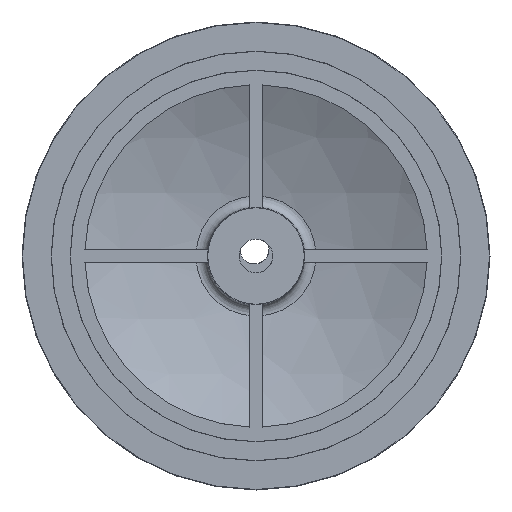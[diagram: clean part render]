
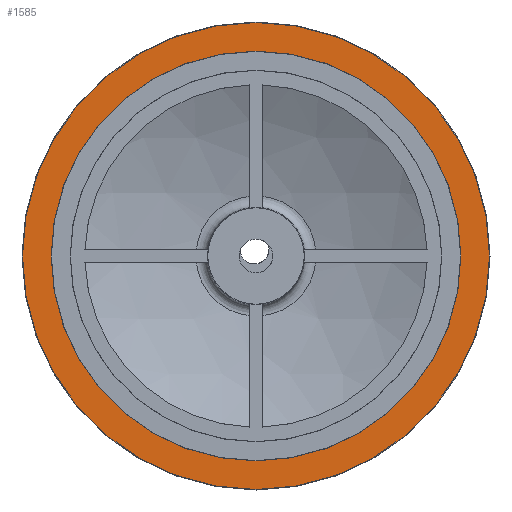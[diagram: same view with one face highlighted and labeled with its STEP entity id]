
A CAD part, front view. The second image highlights one B-rep face of the part: STEP entity #1585.
In plain terms, the highlighted planar face has unit normal (0, -1, 0).
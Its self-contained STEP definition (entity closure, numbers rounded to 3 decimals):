
#145 = CARTESIAN_POINT ( 'NONE',  ( 0., 0., 0. ) ) ;
#255 = EDGE_LOOP ( 'NONE', ( #4099, #2314 ) ) ;
#427 = FACE_OUTER_BOUND ( 'NONE', #255, .T. ) ;
#467 = DIRECTION ( 'NONE',  ( 0., 0., -1. ) ) ;
#545 = EDGE_CURVE ( 'NONE', #1632, #1002, #1247, .T. ) ;
#561 = CARTESIAN_POINT ( 'NONE',  ( 0., 0., -48.444 ) ) ;
#685 = CIRCLE ( 'NONE', #3577, 42.5 ) ;
#722 = CIRCLE ( 'NONE', #3396, 48.444 ) ;
#894 = CARTESIAN_POINT ( 'NONE',  ( 0., 0., 0. ) ) ;
#928 = AXIS2_PLACEMENT_3D ( 'NONE', #1424, #3707, #1747 ) ;
#1002 = VERTEX_POINT ( 'NONE', #2984 ) ;
#1109 = PLANE ( 'NONE',  #928 ) ;
#1218 = DIRECTION ( 'NONE',  ( 0., 0., -1. ) ) ;
#1247 = CIRCLE ( 'NONE', #1461, 42.5 ) ;
#1402 = CARTESIAN_POINT ( 'NONE',  ( 0., 0., 0. ) ) ;
#1424 = CARTESIAN_POINT ( 'NONE',  ( 48.75, 0., 0. ) ) ;
#1461 = AXIS2_PLACEMENT_3D ( 'NONE', #1402, #3682, #1723 ) ;
#1581 = AXIS2_PLACEMENT_3D ( 'NONE', #894, #3169, #1218 ) ;
#1585 = ADVANCED_FACE ( 'NONE', ( #427, #3908 ), #1109, .T. ) ;
#1632 = VERTEX_POINT ( 'NONE', #3073 ) ;
#1723 = DIRECTION ( 'NONE',  ( 0., 0., -1. ) ) ;
#1747 = DIRECTION ( 'NONE',  ( 0., 0., -1. ) ) ;
#2129 = EDGE_CURVE ( 'NONE', #2920, #3958, #722, .T. ) ;
#2235 = EDGE_CURVE ( 'NONE', #3958, #2920, #3904, .T. ) ;
#2254 = CARTESIAN_POINT ( 'NONE',  ( 0., 0., 0. ) ) ;
#2314 = ORIENTED_EDGE ( 'NONE', *, *, #2129, .T. ) ;
#2390 = DIRECTION ( 'NONE',  ( 0., -1., 0. ) ) ;
#2909 = CARTESIAN_POINT ( 'NONE',  ( 0., 0., 48.444 ) ) ;
#2920 = VERTEX_POINT ( 'NONE', #2909 ) ;
#2984 = CARTESIAN_POINT ( 'NONE',  ( 0., 0., -42.5 ) ) ;
#3073 = CARTESIAN_POINT ( 'NONE',  ( 0., 0., 42.5 ) ) ;
#3076 = DIRECTION ( 'NONE',  ( 0., 0., -1. ) ) ;
#3169 = DIRECTION ( 'NONE',  ( 0., -1., 0. ) ) ;
#3396 = AXIS2_PLACEMENT_3D ( 'NONE', #2254, #4174, #3076 ) ;
#3538 = EDGE_CURVE ( 'NONE', #1002, #1632, #685, .T. ) ;
#3577 = AXIS2_PLACEMENT_3D ( 'NONE', #145, #2390, #467 ) ;
#3682 = DIRECTION ( 'NONE',  ( 0., -1., 0. ) ) ;
#3707 = DIRECTION ( 'NONE',  ( 0., -1., 0. ) ) ;
#3903 = EDGE_LOOP ( 'NONE', ( #4057, #3919 ) ) ;
#3904 = CIRCLE ( 'NONE', #1581, 48.444 ) ;
#3908 = FACE_BOUND ( 'NONE', #3903, .T. ) ;
#3919 = ORIENTED_EDGE ( 'NONE', *, *, #545, .F. ) ;
#3958 = VERTEX_POINT ( 'NONE', #561 ) ;
#4057 = ORIENTED_EDGE ( 'NONE', *, *, #3538, .F. ) ;
#4099 = ORIENTED_EDGE ( 'NONE', *, *, #2235, .T. ) ;
#4174 = DIRECTION ( 'NONE',  ( 0., -1., 0. ) ) ;
